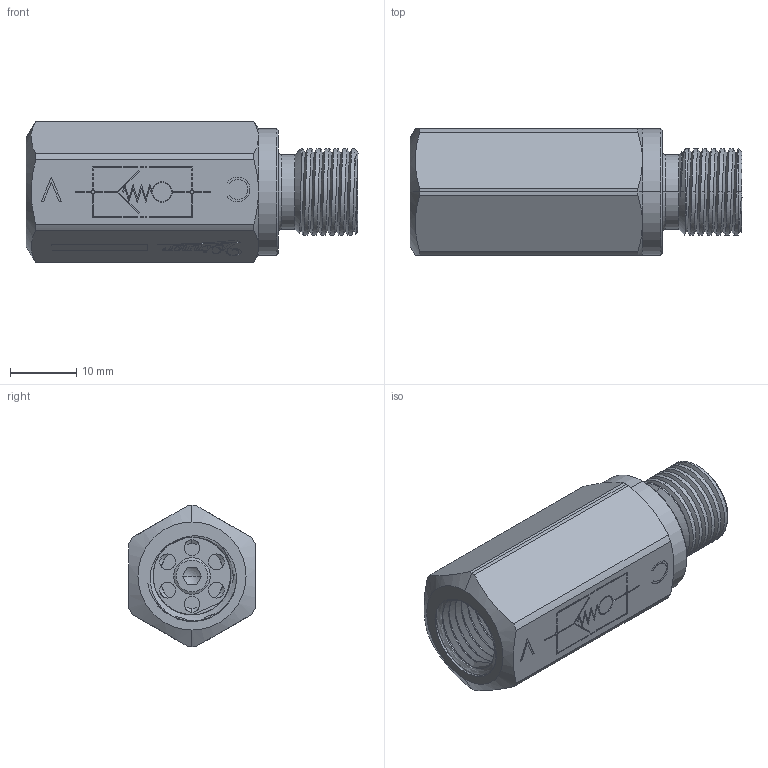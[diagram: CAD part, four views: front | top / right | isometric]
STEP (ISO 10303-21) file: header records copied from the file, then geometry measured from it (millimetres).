
FILE_DESCRIPTION (( 'STEP AP203' ), '1' );
FILE_NAME ('MEG02BG02A-HB.STEP', '2020-03-20T05:13:31', ( '' ), ( '' ), 'SwSTEP 2.0', 'SolidWorks 2018', '' );
FILE_SCHEMA (( 'CONFIG_CONTROL_DESIGN' ));
Length unit declared in the file: millimetre
Products named in the file (1): MEG02BG02A-HB
Bounding box: 50 x 19 x 21.34 mm (x, y, z)
Volume: 10078.2 mm3; surface area: 6499.6 mm2
Topology: 1 solids, 1 shells, 520 faces, 1434 edges, 942 vertices
Faces by surface type: cylinder 258, plane 183, cone 41, bspline 32, torus 6
Entity records: 29402 total; most frequent: CARTESIAN_POINT 16386, ORIENTED_EDGE 2864, DIRECTION 2619, EDGE_CURVE 1432, AXIS2_PLACEMENT_3D 946, VERTEX_POINT 942, VECTOR 727, LINE 727
